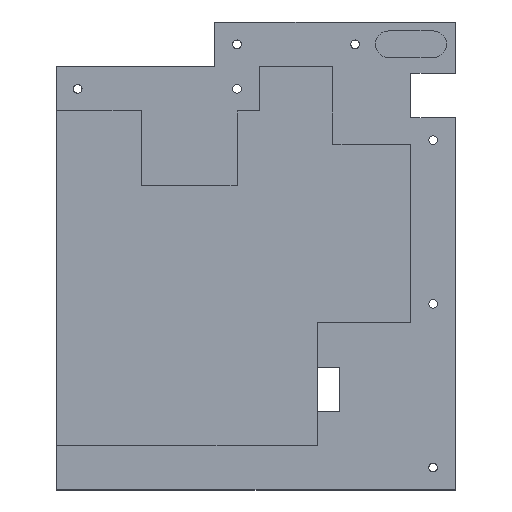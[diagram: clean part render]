
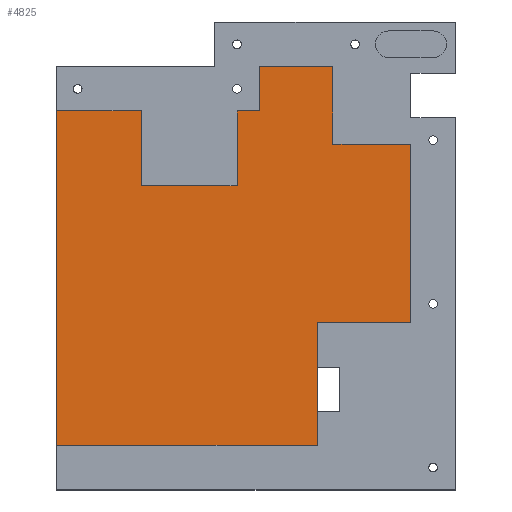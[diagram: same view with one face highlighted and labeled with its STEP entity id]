
A CAD part, top view. The second image highlights one B-rep face of the part: STEP entity #4825.
In plain terms, the highlighted planar face has unit normal (0, 0, 1).
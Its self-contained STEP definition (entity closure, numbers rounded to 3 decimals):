
#292=FACE_OUTER_BOUND('',#551,.T.);
#551=EDGE_LOOP('',(#3313,#3314,#3315,#3316,#3317,#3318,#3319,#3320,#3321,
#3322,#3323,#3324,#3325,#3326));
#897=LINE('',#6955,#1464);
#900=LINE('',#6960,#1467);
#902=LINE('',#6964,#1469);
#904=LINE('',#6968,#1471);
#906=LINE('',#6972,#1473);
#908=LINE('',#6976,#1475);
#910=LINE('',#6980,#1477);
#912=LINE('',#6984,#1479);
#913=LINE('',#6987,#1480);
#915=LINE('',#6991,#1482);
#917=LINE('',#6995,#1484);
#919=LINE('',#6999,#1486);
#921=LINE('',#7003,#1488);
#923=LINE('',#7006,#1490);
#1464=VECTOR('',#5567,10.);
#1467=VECTOR('',#5572,10.);
#1469=VECTOR('',#5576,10.);
#1471=VECTOR('',#5580,10.);
#1473=VECTOR('',#5584,10.);
#1475=VECTOR('',#5588,10.);
#1477=VECTOR('',#5592,10.);
#1479=VECTOR('',#5596,10.);
#1480=VECTOR('',#5599,10.);
#1482=VECTOR('',#5603,10.);
#1484=VECTOR('',#5607,10.);
#1486=VECTOR('',#5611,10.);
#1488=VECTOR('',#5615,10.);
#1490=VECTOR('',#5619,10.);
#2014=VERTEX_POINT('',#6952);
#2015=VERTEX_POINT('',#6954);
#2016=VERTEX_POINT('',#6958);
#2017=VERTEX_POINT('',#6962);
#2018=VERTEX_POINT('',#6966);
#2019=VERTEX_POINT('',#6970);
#2020=VERTEX_POINT('',#6974);
#2021=VERTEX_POINT('',#6978);
#2022=VERTEX_POINT('',#6982);
#2023=VERTEX_POINT('',#6986);
#2024=VERTEX_POINT('',#6990);
#2025=VERTEX_POINT('',#6994);
#2026=VERTEX_POINT('',#6998);
#2027=VERTEX_POINT('',#7002);
#2505=EDGE_CURVE('',#2015,#2014,#897,.T.);
#2508=EDGE_CURVE('',#2014,#2016,#900,.T.);
#2510=EDGE_CURVE('',#2016,#2017,#902,.T.);
#2512=EDGE_CURVE('',#2017,#2018,#904,.T.);
#2514=EDGE_CURVE('',#2018,#2019,#906,.T.);
#2516=EDGE_CURVE('',#2019,#2020,#908,.T.);
#2518=EDGE_CURVE('',#2020,#2021,#910,.T.);
#2520=EDGE_CURVE('',#2021,#2022,#912,.T.);
#2521=EDGE_CURVE('',#2023,#2015,#913,.T.);
#2523=EDGE_CURVE('',#2024,#2023,#915,.T.);
#2525=EDGE_CURVE('',#2025,#2024,#917,.T.);
#2527=EDGE_CURVE('',#2026,#2025,#919,.T.);
#2529=EDGE_CURVE('',#2027,#2026,#921,.T.);
#2531=EDGE_CURVE('',#2022,#2027,#923,.T.);
#3313=ORIENTED_EDGE('',*,*,#2531,.T.);
#3314=ORIENTED_EDGE('',*,*,#2529,.T.);
#3315=ORIENTED_EDGE('',*,*,#2527,.T.);
#3316=ORIENTED_EDGE('',*,*,#2525,.T.);
#3317=ORIENTED_EDGE('',*,*,#2523,.T.);
#3318=ORIENTED_EDGE('',*,*,#2521,.T.);
#3319=ORIENTED_EDGE('',*,*,#2505,.T.);
#3320=ORIENTED_EDGE('',*,*,#2508,.T.);
#3321=ORIENTED_EDGE('',*,*,#2510,.T.);
#3322=ORIENTED_EDGE('',*,*,#2512,.T.);
#3323=ORIENTED_EDGE('',*,*,#2514,.T.);
#3324=ORIENTED_EDGE('',*,*,#2516,.T.);
#3325=ORIENTED_EDGE('',*,*,#2518,.T.);
#3326=ORIENTED_EDGE('',*,*,#2520,.T.);
#4603=PLANE('',#5095);
#4825=ADVANCED_FACE('',(#292),#4603,.T.);
#5095=AXIS2_PLACEMENT_3D('',#7005,#5617,#5618);
#5567=DIRECTION('',(0.,1.,0.));
#5572=DIRECTION('',(-1.,0.,0.));
#5576=DIRECTION('',(0.,-1.,0.));
#5580=DIRECTION('',(-1.,0.,0.));
#5584=DIRECTION('',(0.,-1.,0.));
#5588=DIRECTION('',(-1.,0.,0.));
#5592=DIRECTION('',(0.,1.,0.));
#5596=DIRECTION('',(-1.,0.,0.));
#5599=DIRECTION('',(-1.,0.,0.));
#5603=DIRECTION('',(0.,1.,0.));
#5607=DIRECTION('',(1.,0.,0.));
#5611=DIRECTION('',(0.,1.,0.));
#5615=DIRECTION('',(1.,0.,0.));
#5617=DIRECTION('center_axis',(0.,0.,1.));
#5618=DIRECTION('ref_axis',(1.,0.,0.));
#5619=DIRECTION('',(0.,-1.,0.));
#6952=CARTESIAN_POINT('',(-35.,170.,40.));
#6954=CARTESIAN_POINT('',(-35.,135.,40.));
#6955=CARTESIAN_POINT('',(-35.,135.,40.));
#6958=CARTESIAN_POINT('',(-68.,170.,40.));
#6960=CARTESIAN_POINT('',(-35.,170.,40.));
#6962=CARTESIAN_POINT('',(-68.,150.,40.));
#6964=CARTESIAN_POINT('',(-68.,170.,40.));
#6966=CARTESIAN_POINT('',(-78.,150.,40.));
#6968=CARTESIAN_POINT('',(-68.,150.,40.));
#6970=CARTESIAN_POINT('',(-78.,116.5,40.));
#6972=CARTESIAN_POINT('',(-78.,150.,40.));
#6974=CARTESIAN_POINT('',(-121.,116.5,40.));
#6976=CARTESIAN_POINT('',(-78.,116.5,40.));
#6978=CARTESIAN_POINT('',(-121.,150.,40.));
#6980=CARTESIAN_POINT('',(-121.,116.5,40.));
#6982=CARTESIAN_POINT('',(-159.,150.,40.));
#6984=CARTESIAN_POINT('',(-121.,150.,40.));
#6986=CARTESIAN_POINT('',(0.,135.,40.));
#6987=CARTESIAN_POINT('',(0.,135.,40.));
#6990=CARTESIAN_POINT('',(0.,55.,40.));
#6991=CARTESIAN_POINT('',(0.,55.,40.));
#6994=CARTESIAN_POINT('',(-42.,55.,40.));
#6995=CARTESIAN_POINT('',(-42.,55.,40.));
#6998=CARTESIAN_POINT('',(-42.,0.,40.));
#6999=CARTESIAN_POINT('',(-42.,0.,40.));
#7002=CARTESIAN_POINT('',(-159.,0.,40.));
#7003=CARTESIAN_POINT('',(-159.,0.,40.));
#7005=CARTESIAN_POINT('Origin',(-79.5,85.,40.));
#7006=CARTESIAN_POINT('',(-159.,150.,40.));
